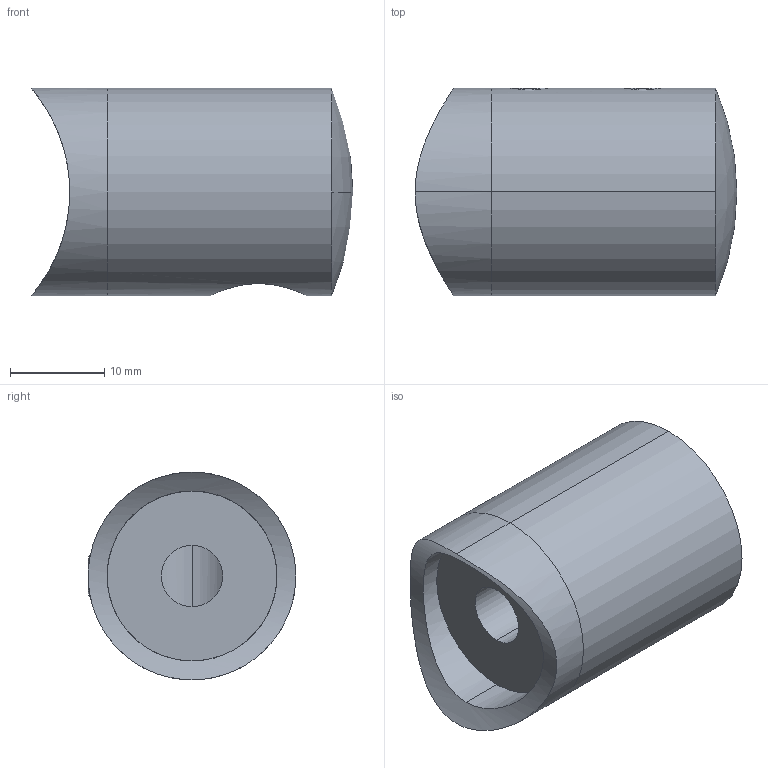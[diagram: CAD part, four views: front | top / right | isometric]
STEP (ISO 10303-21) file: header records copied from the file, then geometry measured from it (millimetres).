
FILE_DESCRIPTION (( 'STEP AP203' ), '1' );
FILE_NAME ('A_0822-033.STEP', '2019-02-01T12:02:30', ( '' ), ( '' ), 'SwSTEP 2.0', 'SolidWorks 2018', '' );
FILE_SCHEMA (( 'CONFIG_CONTROL_DESIGN' ));
Length unit declared in the file: millimetre
Products named in the file (5): DIN 914_SKRUTKA M 5X 5; SKRUTKA DIN 913_SKRUTKA M 5X 5; A_0822-033; A_0822-033.P2; A_0822-033.P1
Assembly tree (4 placements, depth 2):
  A_0822-033
    A_0822-033.P1
    A_0822-033.P2
    DIN 914_SKRUTKA M 5X 5
    SKRUTKA DIN 913_SKRUTKA M 5X 5
Bounding box: 34.09 x 22 x 22 mm (x, y, z)
Volume: 8177.2 mm3; surface area: 5340 mm2
Topology: 4 solids, 4 shells, 71 faces, 161 edges, 98 vertices
Faces by surface type: cylinder 25, plane 25, cone 19, sphere 2
Entity records: 3038 total; most frequent: CARTESIAN_POINT 919, DIRECTION 349, ORIENTED_EDGE 318, EDGE_CURVE 159, AXIS2_PLACEMENT_3D 132, VERTEX_POINT 98, LINE 85, VECTOR 85
